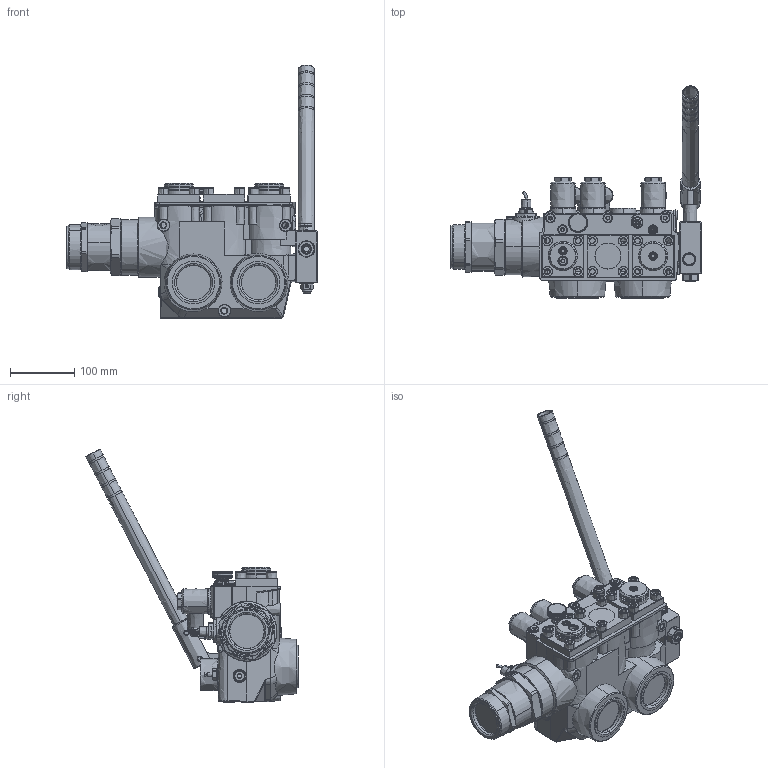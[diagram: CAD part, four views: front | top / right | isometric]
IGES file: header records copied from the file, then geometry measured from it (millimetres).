
Start section: SolidWorks IGES file using NURBS representation for surfaces
Global section: file name: SEV1_5-2.IGS; native system: SolidWorks 2017; preprocessor: SolidWorks 2017; author: P.Mehta; date: 180727.141333; units: millimetre
Bounding box: 388.55 x 329.47 x 393.36 mm (x, y, z)
Surface area: 394525.6 mm2 (no closed solid volume)
Topology: 0 solids, 0 shells, 1924 faces, 18846 edges, 26153 vertices
Faces by surface type: bspline 1924
